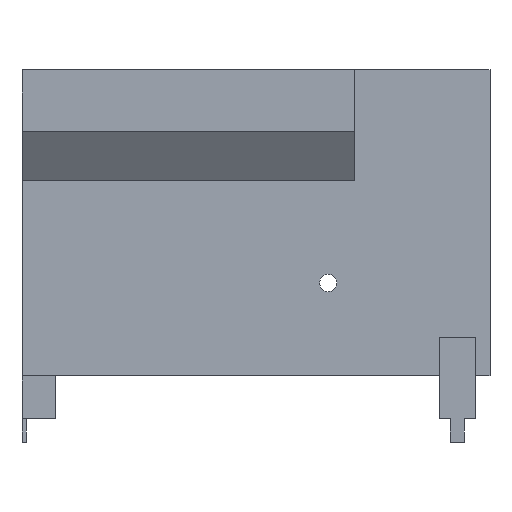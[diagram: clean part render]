
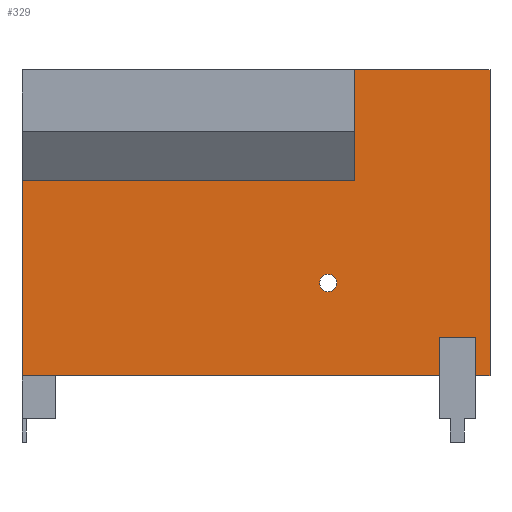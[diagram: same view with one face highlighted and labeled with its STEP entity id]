
A CAD part, front view. The second image highlights one B-rep face of the part: STEP entity #329.
In plain terms, the highlighted planar face has unit normal (0, -1, 0).
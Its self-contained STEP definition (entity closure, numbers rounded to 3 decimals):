
#24 = VERTEX_POINT('',#25);
#25 = CARTESIAN_POINT('',(-0.2,-7.2,6.3));
#31 = EDGE_CURVE('',#24,#32,#34,.T.);
#32 = VERTEX_POINT('',#33);
#33 = CARTESIAN_POINT('',(60.4,-7.2,6.3));
#34 = LINE('',#35,#36);
#35 = CARTESIAN_POINT('',(-0.2,-7.2,6.3));
#36 = VECTOR('',#37,1.);
#37 = DIRECTION('',(1.,0.,0.));
#40 = VERTEX_POINT('',#41);
#41 = CARTESIAN_POINT('',(65.65,-7.2,6.3));
#47 = EDGE_CURVE('',#40,#48,#50,.T.);
#48 = VERTEX_POINT('',#49);
#49 = CARTESIAN_POINT('',(67.8,-7.2,6.3));
#50 = LINE('',#51,#52);
#51 = CARTESIAN_POINT('',(-0.2,-7.2,6.3));
#52 = VECTOR('',#53,1.);
#53 = DIRECTION('',(1.,0.,0.));
#174 = EDGE_CURVE('',#175,#24,#177,.T.);
#175 = VERTEX_POINT('',#176);
#176 = CARTESIAN_POINT('',(-0.2,-7.2,34.657));
#177 = LINE('',#178,#179);
#178 = CARTESIAN_POINT('',(-0.2,-7.2,50.8));
#179 = VECTOR('',#180,1.);
#180 = DIRECTION('',(0.,0.,-1.));
#246 = VERTEX_POINT('',#247);
#247 = CARTESIAN_POINT('',(67.8,-7.2,50.8));
#253 = EDGE_CURVE('',#48,#246,#254,.T.);
#254 = LINE('',#255,#256);
#255 = CARTESIAN_POINT('',(67.8,-7.2,34.657));
#256 = VECTOR('',#257,1.);
#257 = DIRECTION('',(0.,0.,1.));
#329 = ADVANCED_FACE('',(#330,#380),#391,.T.);
#330 = FACE_BOUND('',#331,.T.);
#331 = EDGE_LOOP('',(#332,#340,#341,#342,#350,#358,#364,#365,#366,#374)
  );
#332 = ORIENTED_EDGE('',*,*,#333,.T.);
#333 = EDGE_CURVE('',#334,#175,#336,.T.);
#334 = VERTEX_POINT('',#335);
#335 = CARTESIAN_POINT('',(48.1,-7.2,34.657));
#336 = LINE('',#337,#338);
#337 = CARTESIAN_POINT('',(50.8,-7.2,34.657));
#338 = VECTOR('',#339,1.);
#339 = DIRECTION('',(-1.,0.,0.));
#340 = ORIENTED_EDGE('',*,*,#174,.T.);
#341 = ORIENTED_EDGE('',*,*,#31,.T.);
#342 = ORIENTED_EDGE('',*,*,#343,.T.);
#343 = EDGE_CURVE('',#32,#344,#346,.T.);
#344 = VERTEX_POINT('',#345);
#345 = CARTESIAN_POINT('',(60.4,-7.2,11.9));
#346 = LINE('',#347,#348);
#347 = CARTESIAN_POINT('',(60.4,-7.2,0.1));
#348 = VECTOR('',#349,1.);
#349 = DIRECTION('',(0.,0.,1.));
#350 = ORIENTED_EDGE('',*,*,#351,.T.);
#351 = EDGE_CURVE('',#344,#352,#354,.T.);
#352 = VERTEX_POINT('',#353);
#353 = CARTESIAN_POINT('',(65.65,-7.2,11.9));
#354 = LINE('',#355,#356);
#355 = CARTESIAN_POINT('',(60.4,-7.2,11.9));
#356 = VECTOR('',#357,1.);
#357 = DIRECTION('',(1.,0.,0.));
#358 = ORIENTED_EDGE('',*,*,#359,.T.);
#359 = EDGE_CURVE('',#352,#40,#360,.T.);
#360 = LINE('',#361,#362);
#361 = CARTESIAN_POINT('',(65.65,-7.2,11.9));
#362 = VECTOR('',#363,1.);
#363 = DIRECTION('',(0.,0.,-1.));
#364 = ORIENTED_EDGE('',*,*,#47,.T.);
#365 = ORIENTED_EDGE('',*,*,#253,.T.);
#366 = ORIENTED_EDGE('',*,*,#367,.T.);
#367 = EDGE_CURVE('',#246,#368,#370,.T.);
#368 = VERTEX_POINT('',#369);
#369 = CARTESIAN_POINT('',(48.1,-7.2,50.8));
#370 = LINE('',#371,#372);
#371 = CARTESIAN_POINT('',(67.8,-7.2,50.8));
#372 = VECTOR('',#373,1.);
#373 = DIRECTION('',(-1.,0.,0.));
#374 = ORIENTED_EDGE('',*,*,#375,.F.);
#375 = EDGE_CURVE('',#334,#368,#376,.T.);
#376 = LINE('',#377,#378);
#377 = CARTESIAN_POINT('',(48.1,-7.2,34.657));
#378 = VECTOR('',#379,1.);
#379 = DIRECTION('',(0.,0.,1.));
#380 = FACE_BOUND('',#381,.T.);
#381 = EDGE_LOOP('',(#382));
#382 = ORIENTED_EDGE('',*,*,#383,.F.);
#383 = EDGE_CURVE('',#384,#384,#386,.T.);
#384 = VERTEX_POINT('',#385);
#385 = CARTESIAN_POINT('',(45.55,-7.2,19.8));
#386 = CIRCLE('',#387,1.25);
#387 = AXIS2_PLACEMENT_3D('',#388,#389,#390);
#388 = CARTESIAN_POINT('',(44.3,-7.2,19.8));
#389 = DIRECTION('',(0.,-1.,0.));
#390 = DIRECTION('',(1.,0.,0.));
#391 = PLANE('',#392);
#392 = AXIS2_PLACEMENT_3D('',#393,#394,#395);
#393 = CARTESIAN_POINT('',(37.265,-7.2,25.085));
#394 = DIRECTION('',(0.,-1.,0.));
#395 = DIRECTION('',(0.,0.,1.));
